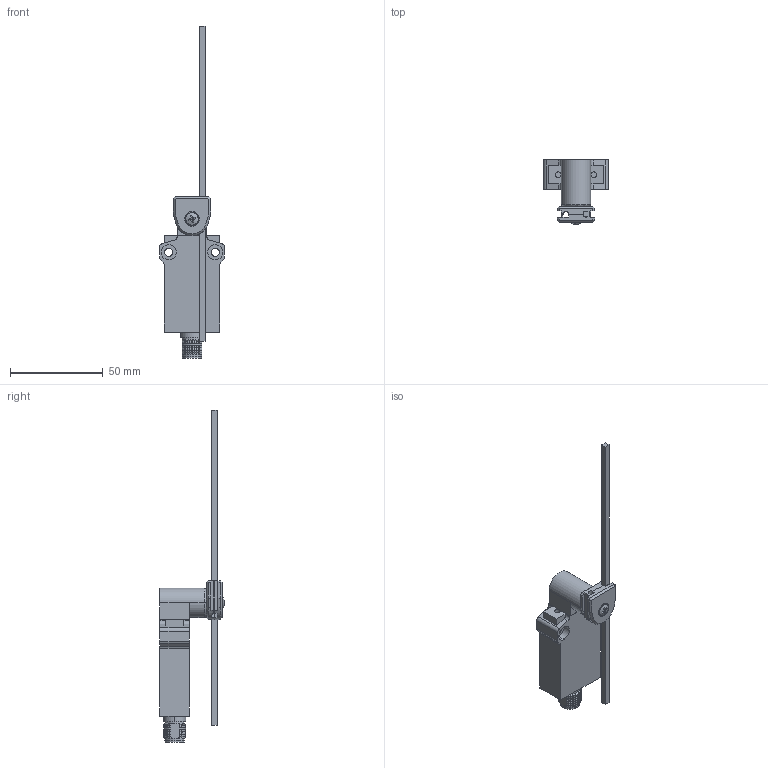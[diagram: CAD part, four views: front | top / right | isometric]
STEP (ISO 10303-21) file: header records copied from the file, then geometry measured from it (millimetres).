
FILE_DESCRIPTION (( 'STEP AP214' ), '1' );
FILE_NAME ('AEM2G7520Z11M.step', '2017-12-19T21:34:34', ( '' ), ( '' ), 'SwSTEP 2.0', 'SolidWorks 2017', '' );
FILE_SCHEMA (( 'AUTOMOTIVE_DESIGN' ));
Length unit declared in the file: inch
Products named in the file (1): AEM2G7520Z11M
Bounding box: 35 x 34.7 x 178.95 mm (x, y, z)
Volume: 34285 mm3; surface area: 14026.6 mm2
Topology: 6 solids, 6 shells, 274 faces, 693 edges, 450 vertices
Faces by surface type: plane 148, cylinder 83, cone 33, bspline 10
Full cylindrical faces by diameter (mm): 3.5 x2
Entity records: 17915 total; most frequent: CARTESIAN_POINT 7696, ORIENTED_EDGE 1386, DIRECTION 1327, EDGE_CURVE 693, AXIS2_PLACEMENT_3D 462, VERTEX_POINT 450, LINE 403, VECTOR 403
